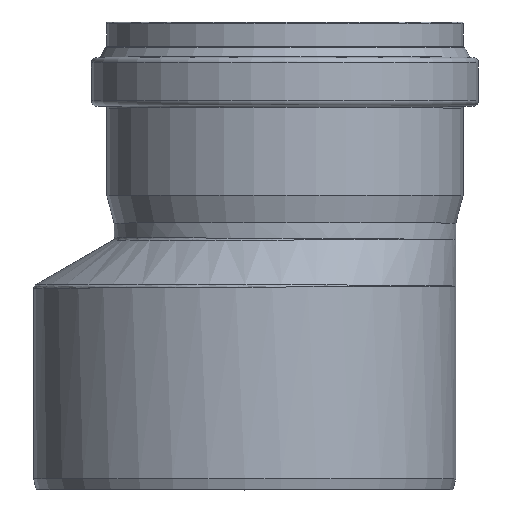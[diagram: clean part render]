
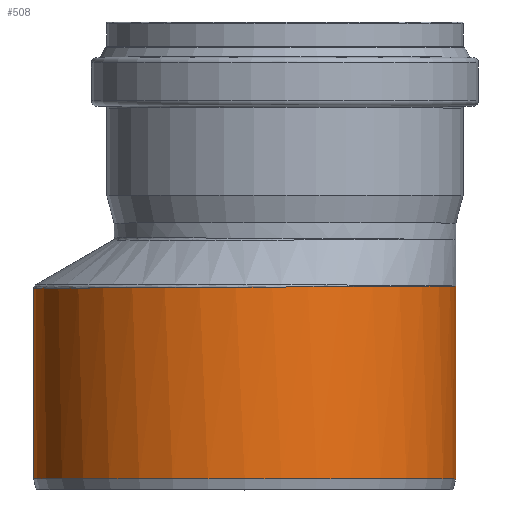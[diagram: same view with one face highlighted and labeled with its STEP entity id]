
A CAD part, top view. The second image highlights one B-rep face of the part: STEP entity #508.
In plain terms, the highlighted cylindrical face has radius 157.65 mm (diameter 315.3 mm), a full revolution.
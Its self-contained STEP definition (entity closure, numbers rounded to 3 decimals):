
#77=FACE_BOUND('',#250,.T.);
#114=CIRCLE('',#583,157.65);
#126=CYLINDRICAL_SURFACE('',#582,157.65);
#170=FACE_OUTER_BOUND('',#249,.T.);
#249=EDGE_LOOP('',(#457));
#250=EDGE_LOOP('',(#458));
#261=B_SPLINE_CURVE_WITH_KNOTS('',3,(#1807,#1808,#1809,#1810,#1811,#1812,
#1813,#1814,#1815,#1816,#1817,#1818,#1819,#1820,#1821,#1822,#1823,#1824,
#1825,#1826,#1827,#1828,#1829,#1830,#1831,#1832,#1833,#1834,#1835,#1836,
#1837,#1838,#1839,#1840,#1841,#1842,#1843,#1844,#1845,#1846,#1847,#1848,
#1849,#1850,#1851,#1852,#1853,#1854,#1855,#1856,#1857,#1858,#1859,#1860,
#1861,#1862,#1863,#1864,#1865,#1866),.UNSPECIFIED.,.T.,.F.,(4,2,1,1,1,1,
1,1,1,1,1,1,1,1,1,1,1,1,1,1,1,1,1,1,1,1,1,1,1,1,1,1,1,1,1,1,1,1,1,1,1,1,
1,1,1,1,1,1,1,1,1,1,1,1,1,1,4),(-0.314,0.,3.613,4.817,
7.226,9.635,12.043,13.248,14.452,
16.861,19.269,21.678,24.087,25.291,
26.495,28.904,30.51,32.116,33.32,
35.327,36.933,38.539,38.94,40.144,
41.75,44.962,46.568,49.779,51.385,
52.991,54.597,57.808,59.012,60.217,
62.023,62.625,65.034,67.443,68.045,
69.851,72.26,74.669,74.97,75.873,
77.077,79.486,80.088,81.895,84.303,
86.712,87.916,88.218,89.121,91.529,
93.938,94.54,96.347),.UNSPECIFIED.);
#273=VERTEX_POINT('',#1806);
#311=VERTEX_POINT('',#2439);
#319=EDGE_CURVE('',#273,#273,#261,.T.);
#361=EDGE_CURVE('',#311,#311,#114,.T.);
#457=ORIENTED_EDGE('',*,*,#319,.F.);
#458=ORIENTED_EDGE('',*,*,#361,.F.);
#508=ADVANCED_FACE('',(#170,#77),#126,.T.);
#582=AXIS2_PLACEMENT_3D('',#2438,#727,#728);
#583=AXIS2_PLACEMENT_3D('',#2440,#729,#730);
#727=DIRECTION('center_axis',(0.,-1.,0.));
#728=DIRECTION('ref_axis',(1.,0.,0.));
#729=DIRECTION('center_axis',(0.,-1.,0.));
#730=DIRECTION('ref_axis',(1.,0.,0.));
#1806=CARTESIAN_POINT('',(127.55,152.,0.));
#1807=CARTESIAN_POINT('Ctrl Pts',(127.55,152.,0.));
#1808=CARTESIAN_POINT('Ctrl Pts',(127.55,152.,-1.069));
#1809=CARTESIAN_POINT('Ctrl Pts',(127.539,152.,-2.136));
#1810=CARTESIAN_POINT('Ctrl Pts',(127.267,151.998,-15.494));
#1811=CARTESIAN_POINT('Ctrl Pts',(125.024,151.979,-31.791));
#1812=CARTESIAN_POINT('Ctrl Pts',(117.853,151.92,-55.538));
#1813=CARTESIAN_POINT('Ctrl Pts',(109.54,151.852,-74.546));
#1814=CARTESIAN_POINT('Ctrl Pts',(96.293,151.744,-95.294));
#1815=CARTESIAN_POINT('Ctrl Pts',(82.538,151.633,-110.85));
#1816=CARTESIAN_POINT('Ctrl Pts',(70.195,151.537,-121.838));
#1817=CARTESIAN_POINT('Ctrl Pts',(57.148,151.438,-131.754));
#1818=CARTESIAN_POINT('Ctrl Pts',(39.355,151.308,-142.256));
#1819=CARTESIAN_POINT('Ctrl Pts',(16.157,151.151,-151.386));
#1820=CARTESIAN_POINT('Ctrl Pts',(-7.861,151.002,-156.719));
#1821=CARTESIAN_POINT('Ctrl Pts',(-28.575,150.886,-158.029));
#1822=CARTESIAN_POINT('Ctrl Pts',(-45.061,150.801,-157.097));
#1823=CARTESIAN_POINT('Ctrl Pts',(-61.301,150.722,-154.913));
#1824=CARTESIAN_POINT('Ctrl Pts',(-78.637,150.644,-150.474));
#1825=CARTESIAN_POINT('Ctrl Pts',(-96.561,150.57,-143.273));
#1826=CARTESIAN_POINT('Ctrl Pts',(-109.856,150.518,-136.24));
#1827=CARTESIAN_POINT('Ctrl Pts',(-123.625,150.468,-127.276));
#1828=CARTESIAN_POINT('Ctrl Pts',(-136.487,150.423,-116.837));
#1829=CARTESIAN_POINT('Ctrl Pts',(-148.911,150.383,-104.053));
#1830=CARTESIAN_POINT('Ctrl Pts',(-156.522,150.359,-94.393));
#1831=CARTESIAN_POINT('Ctrl Pts',(-162.741,150.34,-85.351));
#1832=CARTESIAN_POINT('Ctrl Pts',(-168.488,150.323,-75.967));
#1833=CARTESIAN_POINT('Ctrl Pts',(-177.577,150.296,-57.574));
#1834=CARTESIAN_POINT('Ctrl Pts',(-184.142,150.278,-36.541));
#1835=CARTESIAN_POINT('Ctrl Pts',(-188.13,150.267,-9.456));
#1836=CARTESIAN_POINT('Ctrl Pts',(-187.922,150.267,12.498));
#1837=CARTESIAN_POINT('Ctrl Pts',(-184.304,150.277,34.12));
#1838=CARTESIAN_POINT('Ctrl Pts',(-179.938,150.29,49.919));
#1839=CARTESIAN_POINT('Ctrl Pts',(-171.888,150.313,70.46));
#1840=CARTESIAN_POINT('Ctrl Pts',(-161.341,150.344,88.384));
#1841=CARTESIAN_POINT('Ctrl Pts',(-149.403,150.381,103.297));
#1842=CARTESIAN_POINT('Ctrl Pts',(-139.542,150.413,113.832));
#1843=CARTESIAN_POINT('Ctrl Pts',(-130.215,150.445,122.006));
#1844=CARTESIAN_POINT('Ctrl Pts',(-117.043,150.492,131.844));
#1845=CARTESIAN_POINT('Ctrl Pts',(-101.233,150.551,141.412));
#1846=CARTESIAN_POINT('Ctrl Pts',(-83.942,150.622,148.476));
#1847=CARTESIAN_POINT('Ctrl Pts',(-68.162,150.691,153.163));
#1848=CARTESIAN_POINT('Ctrl Pts',(-52.141,150.765,156.604));
#1849=CARTESIAN_POINT('Ctrl Pts',(-29.397,150.881,158.303));
#1850=CARTESIAN_POINT('Ctrl Pts',(-11.877,150.98,156.837));
#1851=CARTESIAN_POINT('Ctrl Pts',(0.22,151.053,154.751));
#1852=CARTESIAN_POINT('Ctrl Pts',(8.259,151.102,153.04));
#1853=CARTESIAN_POINT('Ctrl Pts',(23.147,151.198,148.789));
#1854=CARTESIAN_POINT('Ctrl Pts',(36.553,151.29,143.181));
#1855=CARTESIAN_POINT('Ctrl Pts',(51.045,151.393,135.363));
#1856=CARTESIAN_POINT('Ctrl Pts',(64.818,151.496,126.494));
#1857=CARTESIAN_POINT('Ctrl Pts',(82.158,151.63,111.621));
#1858=CARTESIAN_POINT('Ctrl Pts',(95.537,151.738,95.846));
#1859=CARTESIAN_POINT('Ctrl Pts',(102.901,151.798,84.772));
#1860=CARTESIAN_POINT('Ctrl Pts',(107.124,151.832,77.696));
#1861=CARTESIAN_POINT('Ctrl Pts',(113.048,151.881,66.834));
#1862=CARTESIAN_POINT('Ctrl Pts',(120.562,151.942,48.571));
#1863=CARTESIAN_POINT('Ctrl Pts',(124.837,151.978,30.59));
#1864=CARTESIAN_POINT('Ctrl Pts',(127.071,151.996,14.339));
#1865=CARTESIAN_POINT('Ctrl Pts',(127.55,152.,6.138));
#1866=CARTESIAN_POINT('Ctrl Pts',(127.55,152.,0.));
#2438=CARTESIAN_POINT('Origin',(-30.1,80.,0.));
#2439=CARTESIAN_POINT('',(127.55,8.,0.));
#2440=CARTESIAN_POINT('Origin',(-30.1,8.,0.));
